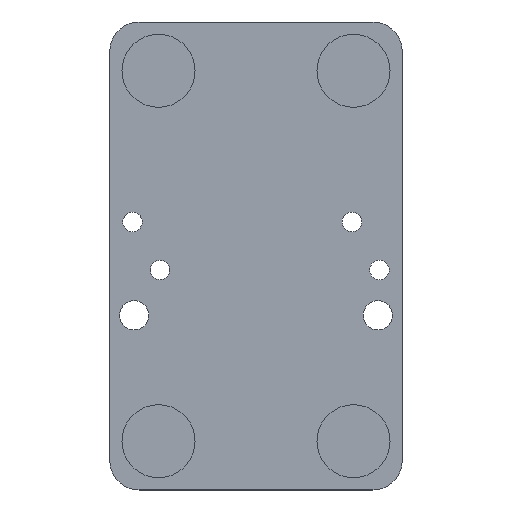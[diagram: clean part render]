
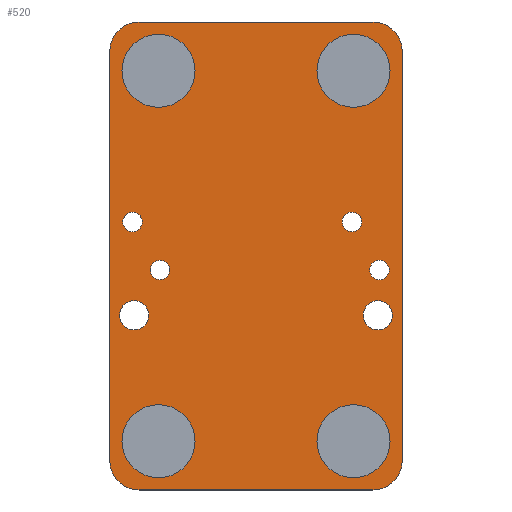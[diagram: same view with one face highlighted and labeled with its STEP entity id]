
A CAD part, top view. The second image highlights one B-rep face of the part: STEP entity #520.
In plain terms, the highlighted planar face has unit normal (0, 0, 1).
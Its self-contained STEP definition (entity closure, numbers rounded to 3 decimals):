
#17=FACE_BOUND('',#98,.T.);
#18=FACE_BOUND('',#99,.T.);
#19=FACE_BOUND('',#100,.T.);
#20=FACE_BOUND('',#101,.T.);
#21=FACE_BOUND('',#102,.T.);
#22=FACE_BOUND('',#103,.T.);
#23=FACE_BOUND('',#104,.T.);
#24=FACE_BOUND('',#105,.T.);
#25=FACE_BOUND('',#106,.T.);
#26=FACE_BOUND('',#107,.T.);
#43=PLANE('',#578);
#65=FACE_OUTER_BOUND('',#97,.T.);
#97=EDGE_LOOP('',(#405,#406,#407,#408,#409,#410,#411,#412));
#98=EDGE_LOOP('',(#413));
#99=EDGE_LOOP('',(#414));
#100=EDGE_LOOP('',(#415));
#101=EDGE_LOOP('',(#416));
#102=EDGE_LOOP('',(#417));
#103=EDGE_LOOP('',(#418));
#104=EDGE_LOOP('',(#419));
#105=EDGE_LOOP('',(#420));
#106=EDGE_LOOP('',(#421));
#107=EDGE_LOOP('',(#422));
#147=LINE('',#846,#186);
#148=LINE('',#850,#187);
#149=LINE('',#854,#188);
#150=LINE('',#857,#189);
#186=VECTOR('',#693,10.);
#187=VECTOR('',#696,10.);
#188=VECTOR('',#699,10.);
#189=VECTOR('',#702,10.);
#208=CIRCLE('',#557,3.);
#210=CIRCLE('',#560,3.);
#212=CIRCLE('',#563,7.5);
#214=CIRCLE('',#567,7.5);
#216=CIRCLE('',#571,7.5);
#218=CIRCLE('',#575,7.5);
#220=CIRCLE('',#579,6.);
#221=CIRCLE('',#580,6.);
#222=CIRCLE('',#581,6.);
#223=CIRCLE('',#582,6.);
#224=CIRCLE('',#583,2.);
#225=CIRCLE('',#584,2.);
#226=CIRCLE('',#585,2.);
#227=CIRCLE('',#586,2.);
#246=VERTEX_POINT('',#802);
#248=VERTEX_POINT('',#808);
#250=VERTEX_POINT('',#814);
#252=VERTEX_POINT('',#821);
#254=VERTEX_POINT('',#828);
#256=VERTEX_POINT('',#835);
#258=VERTEX_POINT('',#842);
#259=VERTEX_POINT('',#843);
#260=VERTEX_POINT('',#845);
#261=VERTEX_POINT('',#847);
#262=VERTEX_POINT('',#849);
#263=VERTEX_POINT('',#851);
#264=VERTEX_POINT('',#853);
#265=VERTEX_POINT('',#855);
#266=VERTEX_POINT('',#858);
#267=VERTEX_POINT('',#860);
#268=VERTEX_POINT('',#862);
#269=VERTEX_POINT('',#864);
#297=EDGE_CURVE('',#246,#246,#208,.T.);
#300=EDGE_CURVE('',#248,#248,#210,.T.);
#303=EDGE_CURVE('',#250,#250,#212,.T.);
#306=EDGE_CURVE('',#252,#252,#214,.T.);
#309=EDGE_CURVE('',#254,#254,#216,.T.);
#312=EDGE_CURVE('',#256,#256,#218,.T.);
#315=EDGE_CURVE('',#258,#259,#220,.T.);
#316=EDGE_CURVE('',#259,#260,#147,.T.);
#317=EDGE_CURVE('',#260,#261,#221,.T.);
#318=EDGE_CURVE('',#261,#262,#148,.T.);
#319=EDGE_CURVE('',#262,#263,#222,.T.);
#320=EDGE_CURVE('',#263,#264,#149,.T.);
#321=EDGE_CURVE('',#264,#265,#223,.T.);
#322=EDGE_CURVE('',#265,#258,#150,.T.);
#323=EDGE_CURVE('',#266,#266,#224,.T.);
#324=EDGE_CURVE('',#267,#267,#225,.T.);
#325=EDGE_CURVE('',#268,#268,#226,.T.);
#326=EDGE_CURVE('',#269,#269,#227,.T.);
#405=ORIENTED_EDGE('',*,*,#315,.T.);
#406=ORIENTED_EDGE('',*,*,#316,.T.);
#407=ORIENTED_EDGE('',*,*,#317,.T.);
#408=ORIENTED_EDGE('',*,*,#318,.T.);
#409=ORIENTED_EDGE('',*,*,#319,.T.);
#410=ORIENTED_EDGE('',*,*,#320,.T.);
#411=ORIENTED_EDGE('',*,*,#321,.T.);
#412=ORIENTED_EDGE('',*,*,#322,.T.);
#413=ORIENTED_EDGE('',*,*,#297,.T.);
#414=ORIENTED_EDGE('',*,*,#300,.T.);
#415=ORIENTED_EDGE('',*,*,#303,.T.);
#416=ORIENTED_EDGE('',*,*,#306,.T.);
#417=ORIENTED_EDGE('',*,*,#309,.T.);
#418=ORIENTED_EDGE('',*,*,#312,.T.);
#419=ORIENTED_EDGE('',*,*,#323,.T.);
#420=ORIENTED_EDGE('',*,*,#324,.T.);
#421=ORIENTED_EDGE('',*,*,#325,.T.);
#422=ORIENTED_EDGE('',*,*,#326,.T.);
#520=ADVANCED_FACE('',(#65,#17,#18,#19,#20,#21,#22,#23,#24,#25,#26),#43,
 .T.);
#557=AXIS2_PLACEMENT_3D('',#803,#641,#642);
#560=AXIS2_PLACEMENT_3D('',#809,#648,#649);
#563=AXIS2_PLACEMENT_3D('',#815,#655,#656);
#567=AXIS2_PLACEMENT_3D('',#822,#664,#665);
#571=AXIS2_PLACEMENT_3D('',#829,#673,#674);
#575=AXIS2_PLACEMENT_3D('',#836,#682,#683);
#578=AXIS2_PLACEMENT_3D('',#841,#689,#690);
#579=AXIS2_PLACEMENT_3D('',#844,#691,#692);
#580=AXIS2_PLACEMENT_3D('',#848,#694,#695);
#581=AXIS2_PLACEMENT_3D('',#852,#697,#698);
#582=AXIS2_PLACEMENT_3D('',#856,#700,#701);
#583=AXIS2_PLACEMENT_3D('',#859,#703,#704);
#584=AXIS2_PLACEMENT_3D('',#861,#705,#706);
#585=AXIS2_PLACEMENT_3D('',#863,#707,#708);
#586=AXIS2_PLACEMENT_3D('',#865,#709,#710);
#641=DIRECTION('center_axis',(0.,0.,-1.));
#642=DIRECTION('ref_axis',(1.,0.,0.));
#648=DIRECTION('center_axis',(0.,0.,-1.));
#649=DIRECTION('ref_axis',(1.,0.,0.));
#655=DIRECTION('center_axis',(0.,0.,-1.));
#656=DIRECTION('ref_axis',(1.,0.,0.));
#664=DIRECTION('center_axis',(0.,0.,-1.));
#665=DIRECTION('ref_axis',(1.,0.,0.));
#673=DIRECTION('center_axis',(0.,0.,-1.));
#674=DIRECTION('ref_axis',(1.,0.,0.));
#682=DIRECTION('center_axis',(0.,0.,-1.));
#683=DIRECTION('ref_axis',(1.,0.,0.));
#689=DIRECTION('center_axis',(0.,0.,1.));
#690=DIRECTION('ref_axis',(1.,0.,0.));
#691=DIRECTION('center_axis',(0.,0.,1.));
#692=DIRECTION('ref_axis',(0.707,0.707,0.));
#693=DIRECTION('',(-1.,0.,0.));
#694=DIRECTION('center_axis',(0.,0.,1.));
#695=DIRECTION('ref_axis',(-0.707,0.707,0.));
#696=DIRECTION('',(0.,-1.,0.));
#697=DIRECTION('center_axis',(0.,0.,1.));
#698=DIRECTION('ref_axis',(-0.707,-0.707,0.));
#699=DIRECTION('',(1.,0.,0.));
#700=DIRECTION('center_axis',(0.,0.,1.));
#701=DIRECTION('ref_axis',(0.707,-0.707,0.));
#702=DIRECTION('',(0.,1.,0.));
#703=DIRECTION('center_axis',(0.,0.,-1.));
#704=DIRECTION('ref_axis',(1.,0.,0.));
#705=DIRECTION('center_axis',(0.,0.,-1.));
#706=DIRECTION('ref_axis',(1.,0.,0.));
#707=DIRECTION('center_axis',(0.,0.,-1.));
#708=DIRECTION('ref_axis',(1.,0.,0.));
#709=DIRECTION('center_axis',(0.,0.,-1.));
#710=DIRECTION('ref_axis',(1.,0.,0.));
#802=CARTESIAN_POINT('',(167.,129.824,60.));
#803=CARTESIAN_POINT('Origin',(170.,129.824,60.));
#808=CARTESIAN_POINT('',(117.,129.824,60.));
#809=CARTESIAN_POINT('Origin',(120.,129.824,60.));
#814=CARTESIAN_POINT('',(117.5,180.,60.));
#815=CARTESIAN_POINT('Origin',(125.,180.,60.));
#821=CARTESIAN_POINT('',(117.5,104.,60.));
#822=CARTESIAN_POINT('Origin',(125.,104.,60.));
#828=CARTESIAN_POINT('',(157.5,180.,60.));
#829=CARTESIAN_POINT('Origin',(165.,180.,60.));
#835=CARTESIAN_POINT('',(157.5,104.,60.));
#836=CARTESIAN_POINT('Origin',(165.,104.,60.));
#841=CARTESIAN_POINT('Origin',(145.,140.,60.));
#842=CARTESIAN_POINT('',(175.,184.,60.));
#843=CARTESIAN_POINT('',(169.,190.,60.));
#844=CARTESIAN_POINT('Origin',(169.,184.,60.));
#845=CARTESIAN_POINT('',(121.,190.,60.));
#846=CARTESIAN_POINT('',(175.,190.,60.));
#847=CARTESIAN_POINT('',(115.,184.,60.));
#848=CARTESIAN_POINT('Origin',(121.,184.,60.));
#849=CARTESIAN_POINT('',(115.,100.,60.));
#850=CARTESIAN_POINT('',(115.,190.,60.));
#851=CARTESIAN_POINT('',(121.,94.,60.));
#852=CARTESIAN_POINT('Origin',(121.,100.,60.));
#853=CARTESIAN_POINT('',(169.,94.,60.));
#854=CARTESIAN_POINT('',(115.,94.,60.));
#855=CARTESIAN_POINT('',(175.,100.,60.));
#856=CARTESIAN_POINT('Origin',(169.,100.,60.));
#857=CARTESIAN_POINT('',(175.,94.,60.));
#858=CARTESIAN_POINT('',(117.672,149.,60.));
#859=CARTESIAN_POINT('Origin',(119.672,149.,60.));
#860=CARTESIAN_POINT('',(162.672,149.,60.));
#861=CARTESIAN_POINT('Origin',(164.672,149.,60.));
#862=CARTESIAN_POINT('',(168.328,139.13,60.));
#863=CARTESIAN_POINT('Origin',(170.328,139.13,60.));
#864=CARTESIAN_POINT('',(123.328,139.13,60.));
#865=CARTESIAN_POINT('Origin',(125.328,139.13,60.));
